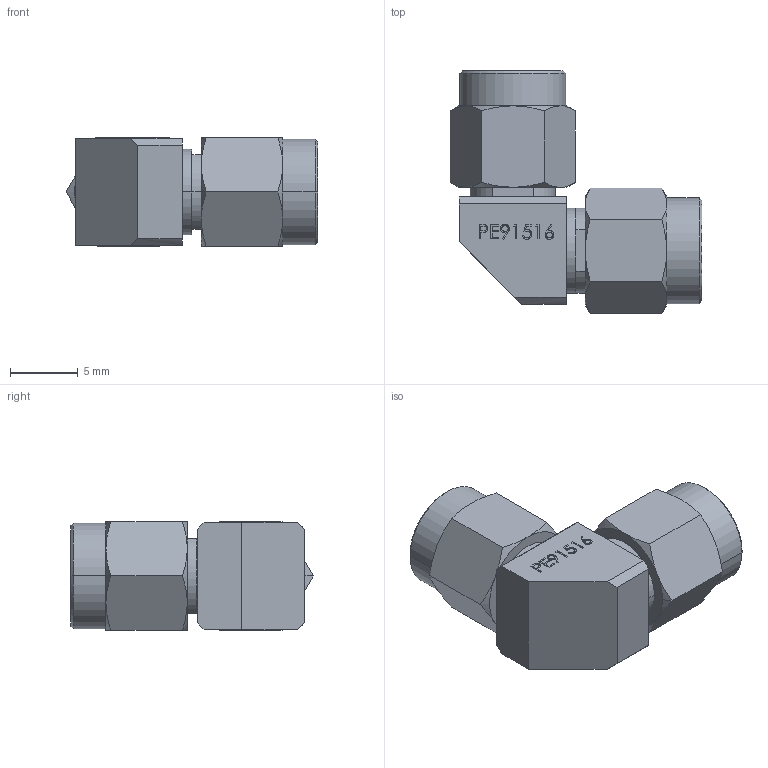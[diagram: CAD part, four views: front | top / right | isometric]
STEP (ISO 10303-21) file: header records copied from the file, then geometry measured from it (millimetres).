
FILE_DESCRIPTION (( 'STEP AP203' ), '1' );
FILE_NAME ('PE91516.STEP', '2021-05-05T11:24:12', ( '' ), ( '' ), 'SwSTEP 2.0', 'SolidWorks 2020', '' );
FILE_SCHEMA (( 'CONFIG_CONTROL_DESIGN' ));
Length unit declared in the file: inch
Products named in the file (6): ALS-K3K8-3.stp; als-k3k3.stp; PE91516; ALS-K3-RIGHT.stp; Part5^PE91516; ALS-K3-TOP.stp
Assembly tree (5 placements, depth 3):
  PE91516
    als-k3k3.stp
      ALS-K3K8-3.stp
      ALS-K3-TOP.stp
      ALS-K3-RIGHT.stp
    Part5^PE91516
Bounding box: 18.58 x 17.9 x 8.02 mm (x, y, z)
Volume: 1346.2 mm3; surface area: 1089.7 mm2
Topology: 10 solids, 10 shells, 189 faces, 451 edges, 290 vertices
Faces by surface type: plane 97, cone 34, bspline 32, cylinder 26
Entity records: 8061 total; most frequent: CARTESIAN_POINT 3281, ORIENTED_EDGE 902, DIRECTION 755, EDGE_CURVE 451, VERTEX_POINT 290, AXIS2_PLACEMENT_3D 252, LINE 251, VECTOR 251
